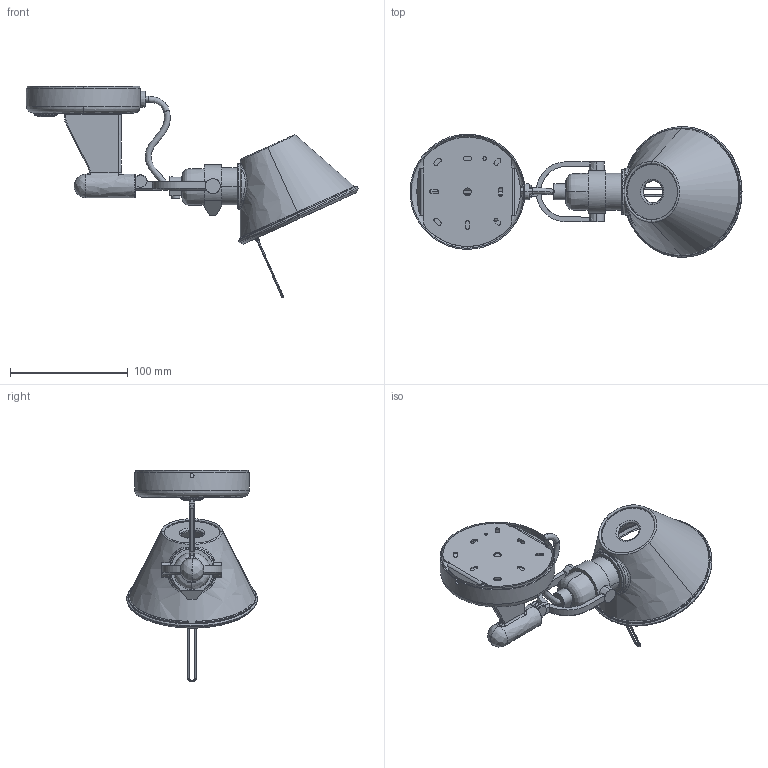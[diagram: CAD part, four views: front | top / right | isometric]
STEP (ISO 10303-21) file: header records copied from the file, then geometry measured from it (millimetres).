
FILE_DESCRIPTION(/* description */ (''),/* implementation_level */ '2;1');
FILE_NAME(/* name */ 'Tolomeo_Micro_Faretto_Interruttore_3D A',/* time_stamp */ '2011-12-27T14:25:17+01:00',/* author */ (''),/* organization */ (''),/* preprocessor_version */ 'ST-DEVELOPER v10',/* originating_system */ '',/* authorisation */ '');
FILE_SCHEMA (('CONFIG_CONTROL_DESIGN'));
Length unit declared in the file: millimetre
Products named in the file (1): 1
Bounding box: 282.46 x 111.19 x 180.33 mm (x, y, z)
Volume: 23996.8 mm3; surface area: 78608.4 mm2
Topology: 9 solids, 25 shells, 327 faces, 880 edges, 556 vertices
Faces by surface type: bspline 220, plane 107
Entity records: 13388 total; most frequent: CARTESIAN_POINT 8432, ORIENTED_EDGE 1579, EDGE_CURVE 868, VERTEX_POINT 550, B_SPLINE_CURVE_WITH_KNOTS 404, EDGE_LOOP 359, ADVANCED_FACE 327, FACE_OUTER_BOUND 327
